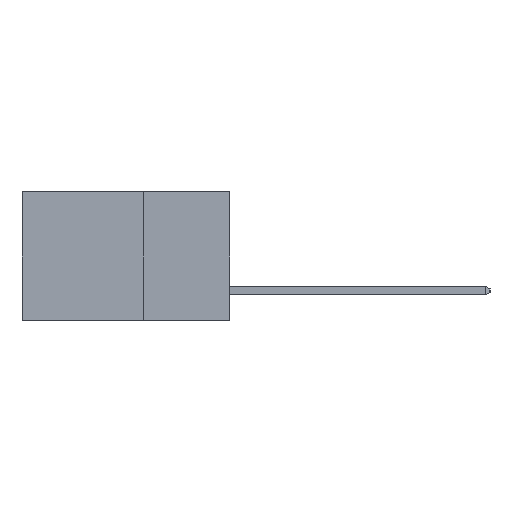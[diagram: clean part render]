
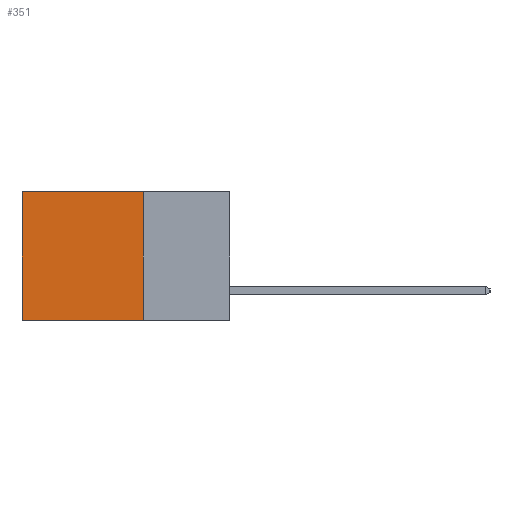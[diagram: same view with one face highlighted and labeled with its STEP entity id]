
A CAD part, left-side view. The second image highlights one B-rep face of the part: STEP entity #351.
In plain terms, the highlighted planar face has unit normal (-1, 0, 0).
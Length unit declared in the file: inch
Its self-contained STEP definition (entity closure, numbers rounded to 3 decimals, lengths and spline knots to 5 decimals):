
#216 = CARTESIAN_POINT ( 'NONE',  ( 0.2615, 0.6, -0.37 ) ) ;
#351 = ADVANCED_FACE ( 'NONE', ( #12351 ), #5675, .F. ) ;
#375 = DIRECTION ( 'NONE',  ( 0., 1., 0. ) ) ;
#418 = ORIENTED_EDGE ( 'NONE', *, *, #8498, .T. ) ;
#1309 = CARTESIAN_POINT ( 'NONE',  ( 0.2615, 0.25, -0.37 ) ) ;
#1355 = ORIENTED_EDGE ( 'NONE', *, *, #12066, .F. ) ;
#2895 = LINE ( 'NONE', #216, #8901 ) ;
#3414 = CARTESIAN_POINT ( 'NONE',  ( 0.2615, 0.25, -0.37 ) ) ;
#3607 = AXIS2_PLACEMENT_3D ( 'NONE', #3414, #6075, #6240 ) ;
#5314 = VECTOR ( 'NONE', #9482, 39.37008 ) ;
#5324 = VERTEX_POINT ( 'NONE', #13560 ) ;
#5675 = PLANE ( 'NONE',  #3607 ) ;
#5867 = ORIENTED_EDGE ( 'NONE', *, *, #12880, .F. ) ;
#6075 = DIRECTION ( 'NONE',  ( 1., 0., 0. ) ) ;
#6240 = DIRECTION ( 'NONE',  ( 0., 0., -1. ) ) ;
#6589 = CARTESIAN_POINT ( 'NONE',  ( 0.2615, 0.6, -0.37 ) ) ;
#6910 = CARTESIAN_POINT ( 'NONE',  ( 0.2615, 0.25, -0.37 ) ) ;
#7133 = VERTEX_POINT ( 'NONE', #7675 ) ;
#7594 = CARTESIAN_POINT ( 'NONE',  ( 0.2615, 0.25, 0. ) ) ;
#7675 = CARTESIAN_POINT ( 'NONE',  ( 0.2615, 0.25, 0. ) ) ;
#7757 = LINE ( 'NONE', #6910, #10867 ) ;
#8498 = EDGE_CURVE ( 'NONE', #7133, #5324, #13322, .T. ) ;
#8678 = DIRECTION ( 'NONE',  ( 0., 0., -1. ) ) ;
#8763 = EDGE_LOOP ( 'NONE', ( #9264, #1355, #5867, #418 ) ) ;
#8901 = VECTOR ( 'NONE', #8678, 39.37008 ) ;
#9264 = ORIENTED_EDGE ( 'NONE', *, *, #12400, .T. ) ;
#9482 = DIRECTION ( 'NONE',  ( 0., 0., -1. ) ) ;
#10867 = VECTOR ( 'NONE', #14806, 39.37008 ) ;
#11217 = VERTEX_POINT ( 'NONE', #6589 ) ;
#12066 = EDGE_CURVE ( 'NONE', #14286, #11217, #7757, .T. ) ;
#12351 = FACE_OUTER_BOUND ( 'NONE', #8763, .T. ) ;
#12400 = EDGE_CURVE ( 'NONE', #5324, #11217, #2895, .T. ) ;
#12742 = CARTESIAN_POINT ( 'NONE',  ( 0.2615, 0.25, -0.37 ) ) ;
#12880 = EDGE_CURVE ( 'NONE', #7133, #14286, #14443, .T. ) ;
#13322 = LINE ( 'NONE', #7594, #13646 ) ;
#13560 = CARTESIAN_POINT ( 'NONE',  ( 0.2615, 0.6, 0. ) ) ;
#13646 = VECTOR ( 'NONE', #375, 39.37008 ) ;
#14286 = VERTEX_POINT ( 'NONE', #1309 ) ;
#14443 = LINE ( 'NONE', #12742, #5314 ) ;
#14806 = DIRECTION ( 'NONE',  ( 0., 1., 0. ) ) ;
